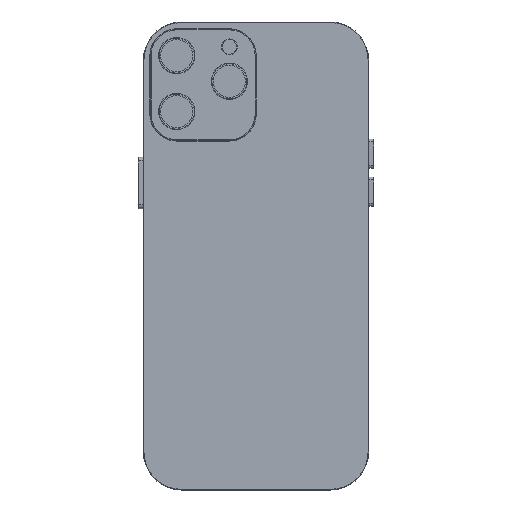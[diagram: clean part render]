
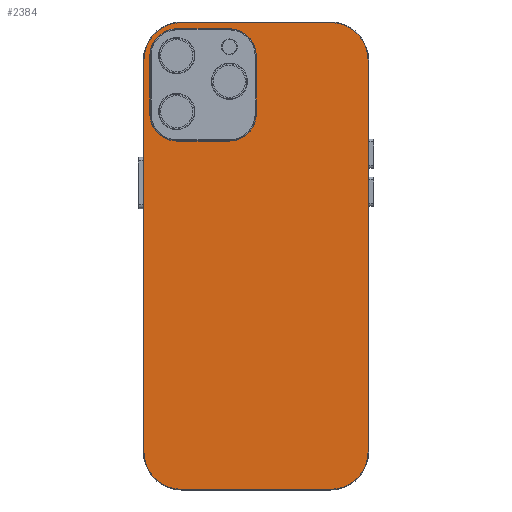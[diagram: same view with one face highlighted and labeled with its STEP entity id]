
A CAD part, top view. The second image highlights one B-rep face of the part: STEP entity #2384.
In plain terms, the highlighted planar face has unit normal (0, 0, 1).
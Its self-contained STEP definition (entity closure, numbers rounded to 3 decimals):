
#10 = CIRCLE ( 'NONE', #4603, 9.2 ) ;
#112 = EDGE_CURVE ( 'NONE', #4281, #5098, #1990, .T. ) ;
#131 = CARTESIAN_POINT ( 'NONE',  ( -36.297, -67., 7.5 ) ) ;
#132 = CARTESIAN_POINT ( 'NONE',  ( 38.3, 67., 7.5 ) ) ;
#178 = EDGE_CURVE ( 'NONE', #4403, #5015, #3222, .T. ) ;
#204 = VECTOR ( 'NONE', #2271, 1000. ) ;
#289 = DIRECTION ( 'NONE',  ( 0., 1., 0. ) ) ;
#294 = VECTOR ( 'NONE', #3565, 1000. ) ;
#299 = CIRCLE ( 'NONE', #404, 12.8 ) ;
#316 = CARTESIAN_POINT ( 'NONE',  ( -27.097, 68.5, 7.5 ) ) ;
#364 = DIRECTION ( 'NONE',  ( 0., 0., -1. ) ) ;
#403 = ORIENTED_EDGE ( 'NONE', *, *, #1412, .T. ) ;
#404 = AXIS2_PLACEMENT_3D ( 'NONE', #2252, #5287, #1009 ) ;
#456 = CIRCLE ( 'NONE', #5047, 9.2 ) ;
#489 = FACE_BOUND ( 'NONE', #1384, .T. ) ;
#632 = AXIS2_PLACEMENT_3D ( 'NONE', #3138, #1884, #984 ) ;
#674 = CARTESIAN_POINT ( 'NONE',  ( -9.097, 68.5, 7.5 ) ) ;
#727 = CARTESIAN_POINT ( 'NONE',  ( 38.3, 67., 7.5 ) ) ;
#757 = DIRECTION ( 'NONE',  ( 0., -1., 0. ) ) ;
#773 = DIRECTION ( 'NONE',  ( 1., 0., 0. ) ) ;
#776 = ORIENTED_EDGE ( 'NONE', *, *, #1269, .T. ) ;
#779 = CARTESIAN_POINT ( 'NONE',  ( -25.5, -67., 7.5 ) ) ;
#798 = DIRECTION ( 'NONE',  ( 0., 0., 1. ) ) ;
#806 = ORIENTED_EDGE ( 'NONE', *, *, #2250, .T. ) ;
#810 = CARTESIAN_POINT ( 'NONE',  ( -27.097, 77.7, 7.5 ) ) ;
#812 = FACE_OUTER_BOUND ( 'NONE', #5405, .T. ) ;
#829 = DIRECTION ( 'NONE',  ( 1., 0., 0. ) ) ;
#876 = VECTOR ( 'NONE', #829, 1000. ) ;
#920 = LINE ( 'NONE', #4441, #204 ) ;
#926 = VERTEX_POINT ( 'NONE', #3588 ) ;
#984 = DIRECTION ( 'NONE',  ( 1., 0., 0. ) ) ;
#1009 = DIRECTION ( 'NONE',  ( 1., 0., 0. ) ) ;
#1021 = ORIENTED_EDGE ( 'NONE', *, *, #112, .T. ) ;
#1046 = CARTESIAN_POINT ( 'NONE',  ( -9.097, 39.3, 7.5 ) ) ;
#1096 = DIRECTION ( 'NONE',  ( 1., 0., 0. ) ) ;
#1121 = ORIENTED_EDGE ( 'NONE', *, *, #2852, .T. ) ;
#1154 = VECTOR ( 'NONE', #289, 1000. ) ;
#1215 = LINE ( 'NONE', #3578, #2060 ) ;
#1218 = CARTESIAN_POINT ( 'NONE',  ( -27.097, 48.5, 7.5 ) ) ;
#1269 = EDGE_CURVE ( 'NONE', #4695, #2856, #4350, .T. ) ;
#1383 = CIRCLE ( 'NONE', #3069, 12.8 ) ;
#1384 = EDGE_LOOP ( 'NONE', ( #4597, #4693, #5397, #1021, #1703, #1944, #4952, #1121 ) ) ;
#1412 = EDGE_CURVE ( 'NONE', #2856, #4874, #4742, .T. ) ;
#1522 = VERTEX_POINT ( 'NONE', #3862 ) ;
#1558 = VERTEX_POINT ( 'NONE', #3367 ) ;
#1590 = VERTEX_POINT ( 'NONE', #132 ) ;
#1703 = ORIENTED_EDGE ( 'NONE', *, *, #5464, .T. ) ;
#1707 = DIRECTION ( 'NONE',  ( 0., 0., 1. ) ) ;
#1764 = LINE ( 'NONE', #3312, #4644 ) ;
#1839 = CARTESIAN_POINT ( 'NONE',  ( 0.103, 48.5, 7.5 ) ) ;
#1878 = DIRECTION ( 'NONE',  ( -1., 0., 0. ) ) ;
#1884 = DIRECTION ( 'NONE',  ( 0., 0., -1. ) ) ;
#1905 = CARTESIAN_POINT ( 'NONE',  ( -38.3, -67., 7.5 ) ) ;
#1909 = CIRCLE ( 'NONE', #3825, 12.8 ) ;
#1944 = ORIENTED_EDGE ( 'NONE', *, *, #2466, .T. ) ;
#1990 = CIRCLE ( 'NONE', #632, 9.2 ) ;
#2025 = AXIS2_PLACEMENT_3D ( 'NONE', #779, #3347, #4184 ) ;
#2060 = VECTOR ( 'NONE', #1878, 1000. ) ;
#2194 = CARTESIAN_POINT ( 'NONE',  ( -25.5, -79.8, 7.5 ) ) ;
#2250 = EDGE_CURVE ( 'NONE', #1522, #3034, #1215, .T. ) ;
#2252 = CARTESIAN_POINT ( 'NONE',  ( -25.5, 67., 7.5 ) ) ;
#2259 = VECTOR ( 'NONE', #2343, 1000. ) ;
#2271 = DIRECTION ( 'NONE',  ( -1., 0., 0. ) ) ;
#2283 = VERTEX_POINT ( 'NONE', #3187 ) ;
#2343 = DIRECTION ( 'NONE',  ( 0., -1., 0. ) ) ;
#2384 = ADVANCED_FACE ( 'NONE', ( #489, #812 ), #4981, .T. ) ;
#2394 = EDGE_CURVE ( 'NONE', #926, #1590, #3624, .T. ) ;
#2419 = AXIS2_PLACEMENT_3D ( 'NONE', #4084, #5407, #5376 ) ;
#2424 = ORIENTED_EDGE ( 'NONE', *, *, #2553, .T. ) ;
#2428 = ORIENTED_EDGE ( 'NONE', *, *, #4075, .T. ) ;
#2466 = EDGE_CURVE ( 'NONE', #1558, #2611, #10, .T. ) ;
#2494 = DIRECTION ( 'NONE',  ( 0., 0., -1. ) ) ;
#2521 = VERTEX_POINT ( 'NONE', #810 ) ;
#2531 = CARTESIAN_POINT ( 'NONE',  ( -38.3, 67., 7.5 ) ) ;
#2553 = EDGE_CURVE ( 'NONE', #4874, #2684, #3160, .T. ) ;
#2611 = VERTEX_POINT ( 'NONE', #5150 ) ;
#2684 = VERTEX_POINT ( 'NONE', #3468 ) ;
#2852 = EDGE_CURVE ( 'NONE', #2283, #2521, #456, .T. ) ;
#2856 = VERTEX_POINT ( 'NONE', #4178 ) ;
#2912 = AXIS2_PLACEMENT_3D ( 'NONE', #674, #5380, #1096 ) ;
#2953 = EDGE_CURVE ( 'NONE', #5015, #4281, #1764, .T. ) ;
#2960 = DIRECTION ( 'NONE',  ( 1., 0., 0. ) ) ;
#3034 = VERTEX_POINT ( 'NONE', #3426 ) ;
#3069 = AXIS2_PLACEMENT_3D ( 'NONE', #3842, #798, #2960 ) ;
#3138 = CARTESIAN_POINT ( 'NONE',  ( -9.097, 48.5, 7.5 ) ) ;
#3160 = LINE ( 'NONE', #3793, #876 ) ;
#3187 = CARTESIAN_POINT ( 'NONE',  ( -36.297, 68.5, 7.5 ) ) ;
#3222 = CIRCLE ( 'NONE', #2912, 9.2 ) ;
#3312 = CARTESIAN_POINT ( 'NONE',  ( 0.103, -67., 7.5 ) ) ;
#3347 = DIRECTION ( 'NONE',  ( 0., 0., 1. ) ) ;
#3367 = CARTESIAN_POINT ( 'NONE',  ( -27.097, 39.3, 7.5 ) ) ;
#3426 = CARTESIAN_POINT ( 'NONE',  ( -25.5, 79.8, 7.5 ) ) ;
#3467 = LINE ( 'NONE', #131, #4666 ) ;
#3468 = CARTESIAN_POINT ( 'NONE',  ( 25.5, -79.8, 7.5 ) ) ;
#3565 = DIRECTION ( 'NONE',  ( 1., 0., 0. ) ) ;
#3578 = CARTESIAN_POINT ( 'NONE',  ( -25.5, 79.8, 7.5 ) ) ;
#3588 = CARTESIAN_POINT ( 'NONE',  ( 38.3, -67., 7.5 ) ) ;
#3624 = LINE ( 'NONE', #727, #1154 ) ;
#3659 = EDGE_CURVE ( 'NONE', #2611, #2283, #3467, .T. ) ;
#3682 = EDGE_CURVE ( 'NONE', #2521, #4403, #5075, .T. ) ;
#3793 = CARTESIAN_POINT ( 'NONE',  ( 25.5, -79.8, 7.5 ) ) ;
#3825 = AXIS2_PLACEMENT_3D ( 'NONE', #4310, #1707, #4703 ) ;
#3842 = CARTESIAN_POINT ( 'NONE',  ( 25.5, -67., 7.5 ) ) ;
#3862 = CARTESIAN_POINT ( 'NONE',  ( 25.5, 79.8, 7.5 ) ) ;
#4075 = EDGE_CURVE ( 'NONE', #2684, #926, #1383, .T. ) ;
#4076 = ORIENTED_EDGE ( 'NONE', *, *, #4189, .T. ) ;
#4084 = CARTESIAN_POINT ( 'NONE',  ( -25.5, -67., 7.5 ) ) ;
#4122 = ORIENTED_EDGE ( 'NONE', *, *, #4974, .T. ) ;
#4178 = CARTESIAN_POINT ( 'NONE',  ( -38.3, -67., 7.5 ) ) ;
#4184 = DIRECTION ( 'NONE',  ( 1., 0., 0. ) ) ;
#4189 = EDGE_CURVE ( 'NONE', #1590, #1522, #1909, .T. ) ;
#4281 = VERTEX_POINT ( 'NONE', #1839 ) ;
#4310 = CARTESIAN_POINT ( 'NONE',  ( 25.5, 67., 7.5 ) ) ;
#4339 = DIRECTION ( 'NONE',  ( 0., 1., 0. ) ) ;
#4350 = LINE ( 'NONE', #1905, #2259 ) ;
#4403 = VERTEX_POINT ( 'NONE', #4886 ) ;
#4429 = CARTESIAN_POINT ( 'NONE',  ( 0.103, 68.5, 7.5 ) ) ;
#4441 = CARTESIAN_POINT ( 'NONE',  ( -25.5, 39.3, 7.5 ) ) ;
#4597 = ORIENTED_EDGE ( 'NONE', *, *, #3682, .T. ) ;
#4603 = AXIS2_PLACEMENT_3D ( 'NONE', #1218, #2494, #5036 ) ;
#4644 = VECTOR ( 'NONE', #757, 1000. ) ;
#4655 = ORIENTED_EDGE ( 'NONE', *, *, #2394, .T. ) ;
#4666 = VECTOR ( 'NONE', #4339, 1000. ) ;
#4693 = ORIENTED_EDGE ( 'NONE', *, *, #178, .T. ) ;
#4695 = VERTEX_POINT ( 'NONE', #2531 ) ;
#4703 = DIRECTION ( 'NONE',  ( 1., 0., 0. ) ) ;
#4742 = CIRCLE ( 'NONE', #2025, 12.8 ) ;
#4838 = CARTESIAN_POINT ( 'NONE',  ( -25.5, 77.7, 7.5 ) ) ;
#4874 = VERTEX_POINT ( 'NONE', #2194 ) ;
#4886 = CARTESIAN_POINT ( 'NONE',  ( -9.097, 77.7, 7.5 ) ) ;
#4952 = ORIENTED_EDGE ( 'NONE', *, *, #3659, .T. ) ;
#4974 = EDGE_CURVE ( 'NONE', #3034, #4695, #299, .T. ) ;
#4981 = PLANE ( 'NONE',  #2419 ) ;
#5015 = VERTEX_POINT ( 'NONE', #4429 ) ;
#5036 = DIRECTION ( 'NONE',  ( 1., 0., 0. ) ) ;
#5047 = AXIS2_PLACEMENT_3D ( 'NONE', #316, #364, #773 ) ;
#5075 = LINE ( 'NONE', #4838, #294 ) ;
#5098 = VERTEX_POINT ( 'NONE', #1046 ) ;
#5150 = CARTESIAN_POINT ( 'NONE',  ( -36.297, 48.5, 7.5 ) ) ;
#5287 = DIRECTION ( 'NONE',  ( 0., 0., 1. ) ) ;
#5376 = DIRECTION ( 'NONE',  ( 1., 0., 0. ) ) ;
#5380 = DIRECTION ( 'NONE',  ( 0., 0., -1. ) ) ;
#5397 = ORIENTED_EDGE ( 'NONE', *, *, #2953, .T. ) ;
#5405 = EDGE_LOOP ( 'NONE', ( #2428, #4655, #4076, #806, #4122, #776, #403, #2424 ) ) ;
#5407 = DIRECTION ( 'NONE',  ( 0., 0., 1. ) ) ;
#5464 = EDGE_CURVE ( 'NONE', #5098, #1558, #920, .T. ) ;
